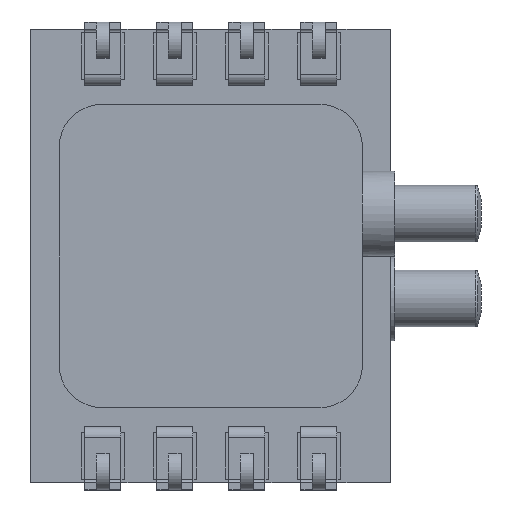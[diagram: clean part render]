
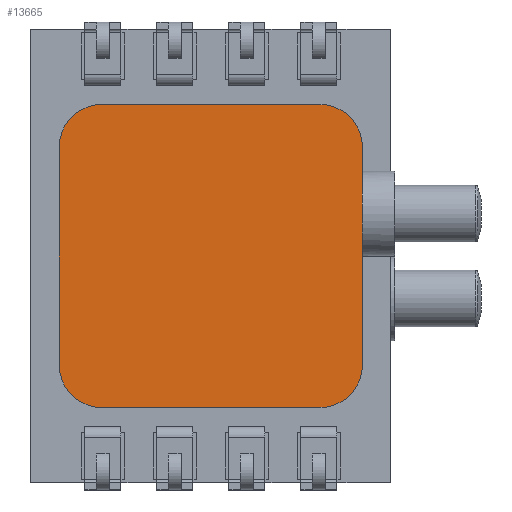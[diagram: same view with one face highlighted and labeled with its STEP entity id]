
A CAD part, front view. The second image highlights one B-rep face of the part: STEP entity #13665.
In plain terms, the highlighted planar face has unit normal (0, -1, 0).
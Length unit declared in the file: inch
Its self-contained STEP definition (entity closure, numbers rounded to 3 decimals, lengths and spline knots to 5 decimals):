
#2603 = CARTESIAN_POINT ( 'NONE',  ( 0.2105, -0.13578, -0.1515 ) ) ;
#2624 = DIRECTION ( 'NONE',  ( 0., 0., -1. ) ) ;
#2639 = CARTESIAN_POINT ( 'NONE',  ( 0.2105, -0.13578, -0.1515 ) ) ;
#2640 = DIRECTION ( 'NONE',  ( 0., 0., -1. ) ) ;
#2708 = EDGE_CURVE ( 'NONE', #7360, #7359, #5333, .T. ) ;
#2709 = EDGE_CURVE ( 'NONE', #7357, #7358, #5331, .T. ) ;
#2715 = EDGE_CURVE ( 'NONE', #7359, #7357, #5323, .T. ) ;
#2717 = EDGE_CURVE ( 'NONE', #7361, #7360, #5338, .T. ) ;
#2721 = EDGE_CURVE ( 'NONE', #7362, #9379, #5311, .T. ) ;
#2722 = EDGE_CURVE ( 'NONE', #9382, #7361, #5310, .T. ) ;
#2725 = EDGE_CURVE ( 'NONE', #7358, #7362, #5308, .T. ) ;
#2726 = EDGE_CURVE ( 'NONE', #9380, #9381, #5306, .T. ) ;
#2801 = CARTESIAN_POINT ( 'NONE',  ( -0.2105, -0.13578, 0.1515 ) ) ;
#2802 = CARTESIAN_POINT ( 'NONE',  ( -0.1515, -0.13578, 0.2105 ) ) ;
#2803 = CARTESIAN_POINT ( 'NONE',  ( -0.2105, -0.13578, -0.1515 ) ) ;
#2804 = CARTESIAN_POINT ( 'NONE',  ( -0.1515, -0.13578, -0.2105 ) ) ;
#2805 = CARTESIAN_POINT ( 'NONE',  ( 0.1515, -0.13578, -0.2105 ) ) ;
#2806 = CARTESIAN_POINT ( 'NONE',  ( 0.1515, -0.13578, 0.2105 ) ) ;
#3661 = EDGE_LOOP ( 'NONE', ( #13477, #13476, #13475, #13474, #13473, #13472, #13471, #13470, #13469, #13468 ) ) ;
#4570 = CARTESIAN_POINT ( 'NONE',  ( 0.2105, -0.13578, 0.1515 ) ) ;
#4572 = CARTESIAN_POINT ( 'NONE',  ( 0.2105, -0.13578, 0.09595 ) ) ;
#4574 = CARTESIAN_POINT ( 'NONE',  ( 0.2105, -0.13578, 0.02205 ) ) ;
#4575 = CARTESIAN_POINT ( 'NONE',  ( 0.2105, -0.13578, -0.1515 ) ) ;
#5305 = VECTOR ( 'NONE', #11603, 39.37008 ) ;
#5306 = LINE ( 'NONE', #11602, #5305 ) ;
#5308 = LINE ( 'NONE', #11593, #5318 ) ;
#5310 = CIRCLE ( 'NONE', #8781, 0.059 ) ;
#5311 = CIRCLE ( 'NONE', #8803, 0.059 ) ;
#5318 = VECTOR ( 'NONE', #11600, 39.37008 ) ;
#5319 = VECTOR ( 'NONE', #11579, 39.37008 ) ;
#5322 = VECTOR ( 'NONE', #11575, 39.37008 ) ;
#5323 = LINE ( 'NONE', #11574, #5322 ) ;
#5331 = CIRCLE ( 'NONE', #8787, 0.059 ) ;
#5333 = CIRCLE ( 'NONE', #8721, 0.059 ) ;
#5338 = LINE ( 'NONE', #11566, #5319 ) ;
#6458 = FACE_OUTER_BOUND ( 'NONE', #3661, .T. ) ;
#6747 = VECTOR ( 'NONE', #2640, 39.37008 ) ;
#6754 = VECTOR ( 'NONE', #2624, 39.37008 ) ;
#6758 = LINE ( 'NONE', #2603, #6754 ) ;
#6767 = LINE ( 'NONE', #2639, #6747 ) ;
#7357 = VERTEX_POINT ( 'NONE', #2801 ) ;
#7358 = VERTEX_POINT ( 'NONE', #2802 ) ;
#7359 = VERTEX_POINT ( 'NONE', #2803 ) ;
#7360 = VERTEX_POINT ( 'NONE', #2804 ) ;
#7361 = VERTEX_POINT ( 'NONE', #2805 ) ;
#7362 = VERTEX_POINT ( 'NONE', #2806 ) ;
#8721 = AXIS2_PLACEMENT_3D ( 'NONE', #11558, #11559, #11560 ) ;
#8781 = AXIS2_PLACEMENT_3D ( 'NONE', #11590, #11591, #11592 ) ;
#8787 = AXIS2_PLACEMENT_3D ( 'NONE', #11561, #11562, #11563 ) ;
#8803 = AXIS2_PLACEMENT_3D ( 'NONE', #11587, #11588, #11589 ) ;
#8851 = AXIS2_PLACEMENT_3D ( 'NONE', #14209, #14219, #14220 ) ;
#9379 = VERTEX_POINT ( 'NONE', #4570 ) ;
#9380 = VERTEX_POINT ( 'NONE', #4572 ) ;
#9381 = VERTEX_POINT ( 'NONE', #4574 ) ;
#9382 = VERTEX_POINT ( 'NONE', #4575 ) ;
#11558 = CARTESIAN_POINT ( 'NONE',  ( -0.1515, -0.13578, -0.1515 ) ) ;
#11559 = DIRECTION ( 'NONE',  ( 0., 1., 0. ) ) ;
#11560 = DIRECTION ( 'NONE',  ( 0., 0., 1. ) ) ;
#11561 = CARTESIAN_POINT ( 'NONE',  ( -0.1515, -0.13578, 0.1515 ) ) ;
#11562 = DIRECTION ( 'NONE',  ( 0., 1., 0. ) ) ;
#11563 = DIRECTION ( 'NONE',  ( 0., 0., 1. ) ) ;
#11566 = CARTESIAN_POINT ( 'NONE',  ( -0.1515, -0.13578, -0.2105 ) ) ;
#11574 = CARTESIAN_POINT ( 'NONE',  ( -0.2105, -0.13578, -0.1515 ) ) ;
#11575 = DIRECTION ( 'NONE',  ( 0., 0., 1. ) ) ;
#11579 = DIRECTION ( 'NONE',  ( -1., 0., 0. ) ) ;
#11587 = CARTESIAN_POINT ( 'NONE',  ( 0.1515, -0.13578, 0.1515 ) ) ;
#11588 = DIRECTION ( 'NONE',  ( 0., 1., 0. ) ) ;
#11589 = DIRECTION ( 'NONE',  ( 0., 0., 1. ) ) ;
#11590 = CARTESIAN_POINT ( 'NONE',  ( 0.1515, -0.13578, -0.1515 ) ) ;
#11591 = DIRECTION ( 'NONE',  ( 0., 1., 0. ) ) ;
#11592 = DIRECTION ( 'NONE',  ( 0., 0., -1. ) ) ;
#11593 = CARTESIAN_POINT ( 'NONE',  ( -0.1515, -0.13578, 0.2105 ) ) ;
#11600 = DIRECTION ( 'NONE',  ( 1., 0., 0. ) ) ;
#11602 = CARTESIAN_POINT ( 'NONE',  ( 0.2105, -0.13578, -0.1515 ) ) ;
#11603 = DIRECTION ( 'NONE',  ( 0., 0., -1. ) ) ;
#12149 = EDGE_CURVE ( 'NONE', #9381, #9382, #6758, .T. ) ;
#12155 = EDGE_CURVE ( 'NONE', #9379, #9380, #6767, .T. ) ;
#13468 = ORIENTED_EDGE ( 'NONE', *, *, #2725, .F. ) ;
#13469 = ORIENTED_EDGE ( 'NONE', *, *, #2721, .F. ) ;
#13470 = ORIENTED_EDGE ( 'NONE', *, *, #12155, .F. ) ;
#13471 = ORIENTED_EDGE ( 'NONE', *, *, #2726, .F. ) ;
#13472 = ORIENTED_EDGE ( 'NONE', *, *, #12149, .F. ) ;
#13473 = ORIENTED_EDGE ( 'NONE', *, *, #2722, .F. ) ;
#13474 = ORIENTED_EDGE ( 'NONE', *, *, #2717, .F. ) ;
#13475 = ORIENTED_EDGE ( 'NONE', *, *, #2708, .F. ) ;
#13476 = ORIENTED_EDGE ( 'NONE', *, *, #2715, .F. ) ;
#13477 = ORIENTED_EDGE ( 'NONE', *, *, #2709, .F. ) ;
#13665 = ADVANCED_FACE ( 'NONE', ( #6458 ), #14214, .T. ) ;
#14209 = CARTESIAN_POINT ( 'NONE',  ( -0.1515, -0.13578, 0.1515 ) ) ;
#14214 = PLANE ( 'NONE',  #8851 ) ;
#14219 = DIRECTION ( 'NONE',  ( 0., -1., 0. ) ) ;
#14220 = DIRECTION ( 'NONE',  ( 0., 0., 1. ) ) ;
